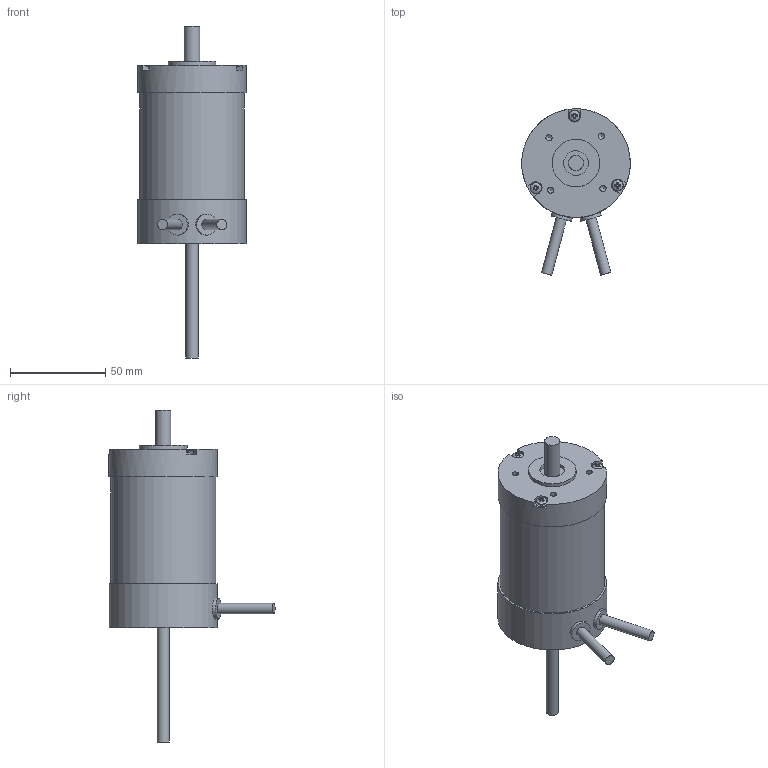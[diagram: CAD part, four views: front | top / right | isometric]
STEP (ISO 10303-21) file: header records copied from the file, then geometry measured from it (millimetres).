
FILE_DESCRIPTION(/* description */ (''),/* implementation_level */ '2;1');
FILE_NAME(/* name */ 'DB59C024035R-B3.stp',/* time_stamp */ '2021-07-13T10:11:37+02:00',/* author */ ('angelika.schneid'),/* organization */ (''),/* preprocessor_version */ 'ST-DEVELOPER v17.2',/* originating_system */ 'Autodesk Inventor 2019',/* authorisation */ '');
FILE_SCHEMA (('AUTOMOTIVE_DESIGN { 1 0 10303 214 3 1 1 }'));
Length unit declared in the file: millimetre
Products named in the file (1): DB59C024035R-B3_Shrinkwrap_1
Bounding box: 56.97 x 87.19 x 174.2 mm (x, y, z)
Volume: 233317.6 mm3; surface area: 40724.4 mm2
Topology: 9 solids, 9 shells, 176 faces, 468 edges, 318 vertices
Faces by surface type: plane 83, cone 53, cylinder 34, sphere 3, torus 3
Full cylindrical faces by diameter (mm): 2.013 x2, 2.75 x3, 3 x3, 3.242 x6, 3.4 x3, 5.5 x2, 6.35 x1, 8 x3, 8.5 x1, 11 x2, 13 x1, 25 x1, 55 x1, 57 x2
Entity records: 5867 total; most frequent: CARTESIAN_POINT 1165, DIRECTION 982, ORIENTED_EDGE 920, EDGE_CURVE 460, AXIS2_PLACEMENT_3D 407, VERTEX_POINT 318, CIRCLE 218, EDGE_LOOP 204
